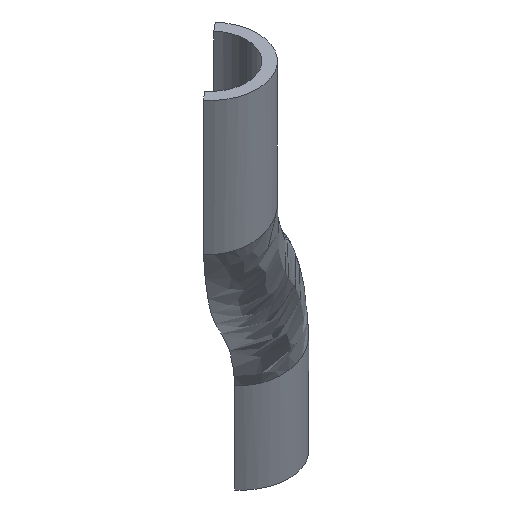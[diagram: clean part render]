
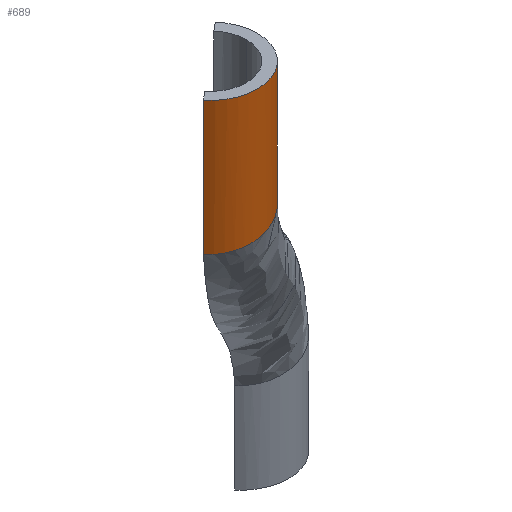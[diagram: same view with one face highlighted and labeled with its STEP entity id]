
A CAD part, isometric view. The second image highlights one B-rep face of the part: STEP entity #689.
In plain terms, the highlighted cylindrical face has radius 9.881 mm (diameter 19.761 mm), a partial arc.
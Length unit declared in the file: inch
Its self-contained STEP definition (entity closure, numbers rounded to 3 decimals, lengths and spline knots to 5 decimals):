
#65 = CARTESIAN_POINT ( 'NONE',  ( -1.1832, -1.37284, 2.42304 ) ) ;
#103 = CARTESIAN_POINT ( 'NONE',  ( -1.85805, -1.57579, 2.28932 ) ) ;
#122 = CARTESIAN_POINT ( 'NONE',  ( -1.27029, -1.0659, 3.368 ) ) ;
#163 = DIRECTION ( 'NONE',  ( 0., 0., -1. ) ) ;
#216 = CARTESIAN_POINT ( 'NONE',  ( -1.17928, -1.33014, 2.42993 ) ) ;
#235 = CARTESIAN_POINT ( 'NONE',  ( -1.22792, -1.50643, 2.3967 ) ) ;
#281 = FACE_OUTER_BOUND ( 'NONE', #666, .T. ) ;
#283 = CARTESIAN_POINT ( 'NONE',  ( -1.7354, -1.66745, 2.29641 ) ) ;
#306 = CARTESIAN_POINT ( 'NONE',  ( -1.82111, -1.61185, 2.29035 ) ) ;
#324 = B_SPLINE_CURVE_WITH_KNOTS ( 'NONE', 3,
 ( #923, #2111, #1424, #563, #1097, #728, #1436, #1273, #1068, #1633, #1242, #1108, #2122, #1613 ),
 .UNSPECIFIED., .F., .F.,
 ( 4, 2, 2, 2, 2, 2, 4 ),
 ( 0.0156, 0.01646, 0.01732, 0.01904, 0.0199, 0.02076, 0.02249 ),
 .UNSPECIFIED. ) ;
#329 = CARTESIAN_POINT ( 'NONE',  ( -1.27735, -1.57455, 2.37957 ) ) ;
#330 = ORIENTED_EDGE ( 'NONE', *, *, #1455, .T. ) ;
#395 = CARTESIAN_POINT ( 'NONE',  ( -1.19474, -1.42813, 2.41314 ) ) ;
#455 = CARTESIAN_POINT ( 'NONE',  ( -1.34332, -1.63336, 2.36159 ) ) ;
#477 = CARTESIAN_POINT ( 'NONE',  ( -1.86627, -1.56599, 2.28932 ) ) ;
#490 = CARTESIAN_POINT ( 'NONE',  ( -1.86627, -1.56599, 3.368 ) ) ;
#502 = CARTESIAN_POINT ( 'NONE',  ( -1.36982, -1.65075, 2.35522 ) ) ;
#512 = CARTESIAN_POINT ( 'NONE',  ( -1.24254, -1.53042, 2.39105 ) ) ;
#555 = CARTESIAN_POINT ( 'NONE',  ( -1.18006, -1.34443, 2.4277 ) ) ;
#563 = CARTESIAN_POINT ( 'NONE',  ( -1.24306, -1.1022, 2.45267 ) ) ;
#567 = CARTESIAN_POINT ( 'NONE',  ( -1.31287, -1.60943, 2.36942 ) ) ;
#584 = EDGE_CURVE ( 'NONE', #1397, #1042, #1496, .T. ) ;
#637 = DIRECTION ( 'NONE',  ( -1., 0., 0. ) ) ;
#651 = CARTESIAN_POINT ( 'NONE',  ( -1.65092, -1.69691, 2.30566 ) ) ;
#666 = EDGE_LOOP ( 'NONE', ( #2222, #1509, #330, #733, #754, #1216 ) ) ;
#677 = CARTESIAN_POINT ( 'NONE',  ( -1.46216, -1.6904, 2.33576 ) ) ;
#689 = ADVANCED_FACE ( 'NONE', ( #281 ), #1673, .T. ) ;
#728 = CARTESIAN_POINT ( 'NONE',  ( -1.21982, -1.14153, 2.45089 ) ) ;
#733 = ORIENTED_EDGE ( 'NONE', *, *, #1561, .F. ) ;
#737 = VECTOR ( 'NONE', #1719, 39.37008 ) ;
#754 = ORIENTED_EDGE ( 'NONE', *, *, #2119, .F. ) ;
#756 = VERTEX_POINT ( 'NONE', #477 ) ;
#763 = CARTESIAN_POINT ( 'NONE',  ( -1.86627, -1.56599, 3.368 ) ) ;
#827 = CARTESIAN_POINT ( 'NONE',  ( -1.72361, -1.67282, 2.29754 ) ) ;
#852 = CARTESIAN_POINT ( 'NONE',  ( -1.84933, -1.5852, 2.28945 ) ) ;
#864 = CARTESIAN_POINT ( 'NONE',  ( -1.26817, -1.56384, 2.38246 ) ) ;
#875 = VERTEX_POINT ( 'NONE', #1990 ) ;
#915 = CARTESIAN_POINT ( 'NONE',  ( -1.27029, -1.0659, 2.45326 ) ) ;
#923 = CARTESIAN_POINT ( 'NONE',  ( -1.27029, -1.0659, 2.45326 ) ) ;
#984 = CARTESIAN_POINT ( 'NONE',  ( -1.68761, -1.68641, 2.30135 ) ) ;
#994 = VECTOR ( 'NONE', #1142, 39.37008 ) ;
#998 = CARTESIAN_POINT ( 'NONE',  ( -1.79099, -1.63591, 2.29189 ) ) ;
#1024 = EDGE_CURVE ( 'NONE', #1584, #1042, #1345, .T. ) ;
#1026 = CARTESIAN_POINT ( 'NONE',  ( -1.27029, -1.0659, 3.368 ) ) ;
#1029 = DIRECTION ( 'NONE',  ( 0., 0., 1. ) ) ;
#1042 = VERTEX_POINT ( 'NONE', #122 ) ;
#1068 = CARTESIAN_POINT ( 'NONE',  ( -1.19537, -1.20465, 2.44574 ) ) ;
#1097 = CARTESIAN_POINT ( 'NONE',  ( -1.23689, -1.11191, 2.45231 ) ) ;
#1099 = AXIS2_PLACEMENT_3D ( 'NONE', #1182, #163, #637 ) ;
#1108 = CARTESIAN_POINT ( 'NONE',  ( -1.18121, -1.27116, 2.43829 ) ) ;
#1142 = DIRECTION ( 'NONE',  ( 0., 0., 1. ) ) ;
#1148 = CARTESIAN_POINT ( 'NONE',  ( -1.32806, -1.62197, 2.36543 ) ) ;
#1173 = CARTESIAN_POINT ( 'NONE',  ( -1.57476, -1.70573, 2.31632 ) ) ;
#1182 = CARTESIAN_POINT ( 'NONE',  ( -1.56828, -1.31594, 3.368 ) ) ;
#1184 = CARTESIAN_POINT ( 'NONE',  ( -1.86627, -1.56599, 2.28932 ) ) ;
#1206 = CARTESIAN_POINT ( 'NONE',  ( -1.31824, -1.61393, 2.368 ) ) ;
#1216 = ORIENTED_EDGE ( 'NONE', *, *, #1024, .T. ) ;
#1242 = CARTESIAN_POINT ( 'NONE',  ( -1.18705, -1.23777, 2.44224 ) ) ;
#1273 = CARTESIAN_POINT ( 'NONE',  ( -1.19876, -1.19386, 2.44676 ) ) ;
#1314 = CARTESIAN_POINT ( 'NONE',  ( -1.49933, -1.69899, 2.32888 ) ) ;
#1340 = CARTESIAN_POINT ( 'NONE',  ( -1.83087, -1.60323, 2.28996 ) ) ;
#1345 = LINE ( 'NONE', #1026, #994 ) ;
#1352 = CARTESIAN_POINT ( 'NONE',  ( -1.47454, -1.69369, 2.33341 ) ) ;
#1365 = CARTESIAN_POINT ( 'NONE',  ( -1.40289, -1.66893, 2.34773 ) ) ;
#1385 = CARTESIAN_POINT ( 'NONE',  ( -1.30749, -1.60466, 2.37088 ) ) ;
#1397 = VERTEX_POINT ( 'NONE', #490 ) ;
#1424 = CARTESIAN_POINT ( 'NONE',  ( -1.25612, -1.08355, 2.45315 ) ) ;
#1427 = CARTESIAN_POINT ( 'NONE',  ( -1.18553, -1.38682, 2.42062 ) ) ;
#1436 = CARTESIAN_POINT ( 'NONE',  ( -1.21031, -1.16203, 2.4495 ) ) ;
#1439 = CARTESIAN_POINT ( 'NONE',  ( -1.20384, -1.45491, 2.40783 ) ) ;
#1455 = EDGE_CURVE ( 'NONE', #756, #1564, #1544, .T. ) ;
#1496 = CIRCLE ( 'NONE', #1964, 0.389 ) ;
#1502 = CARTESIAN_POINT ( 'NONE',  ( -1.32304, -1.61796, 2.36673 ) ) ;
#1509 = ORIENTED_EDGE ( 'NONE', *, *, #1765, .T. ) ;
#1541 = CARTESIAN_POINT ( 'NONE',  ( -1.76956, -1.64981, 2.29341 ) ) ;
#1544 = B_SPLINE_CURVE_WITH_KNOTS ( 'NONE', 3,
 ( #1184, #103, #852, #1340, #306, #998, #1541, #283, #827, #2221, #984, #651, #2033, #1173, #1697, #2210, #1314, #1352, #677, #2175, #1365, #502, #2009, #455, #1828, #1148, #1502, #2187 ),
 .UNSPECIFIED., .F., .F.,
 ( 4, 2, 2, 2, 2, 2, 2, 2, 2, 2, 2, 2, 2, 4 ),
 ( 0.01557, 0.01655, 0.01752, 0.01947, 0.02045, 0.02142, 0.02337, 0.02532, 0.02629, 0.02727, 0.02921, 0.03019, 0.03068, 0.03116 ),
 .UNSPECIFIED. ) ;
#1552 = LINE ( 'NONE', #763, #737 ) ;
#1561 = EDGE_CURVE ( 'NONE', #875, #1564, #1728, .T. ) ;
#1564 = VERTEX_POINT ( 'NONE', #2076 ) ;
#1584 = VERTEX_POINT ( 'NONE', #915 ) ;
#1605 = CARTESIAN_POINT ( 'NONE',  ( -1.29712, -1.59495, 2.37377 ) ) ;
#1613 = CARTESIAN_POINT ( 'NONE',  ( -1.17928, -1.31594, 2.43201 ) ) ;
#1633 = CARTESIAN_POINT ( 'NONE',  ( -1.18951, -1.22661, 2.44348 ) ) ;
#1673 = CYLINDRICAL_SURFACE ( 'NONE', #1099, 0.389 ) ;
#1697 = CARTESIAN_POINT ( 'NONE',  ( -1.54939, -1.7053, 2.32031 ) ) ;
#1716 = DIRECTION ( 'NONE',  ( 1., 0., 0. ) ) ;
#1719 = DIRECTION ( 'NONE',  ( 0., 0., -1. ) ) ;
#1728 = B_SPLINE_CURVE_WITH_KNOTS ( 'NONE', 3,
 ( #1935, #216, #555, #65, #1427, #395, #1439, #235, #512, #864, #329, #2125, #1605, #1385, #567, #1206 ),
 .UNSPECIFIED., .F., .F.,
 ( 4, 2, 2, 2, 2, 2, 2, 4 ),
 ( 0.02249, 0.02358, 0.02467, 0.02685, 0.02903, 0.03012, 0.03066, 0.03121 ),
 .UNSPECIFIED. ) ;
#1765 = EDGE_CURVE ( 'NONE', #1397, #756, #1552, .T. ) ;
#1828 = CARTESIAN_POINT ( 'NONE',  ( -1.33817, -1.62965, 2.36287 ) ) ;
#1884 = CARTESIAN_POINT ( 'NONE',  ( -1.56828, -1.31594, 3.368 ) ) ;
#1935 = CARTESIAN_POINT ( 'NONE',  ( -1.17928, -1.31594, 2.43201 ) ) ;
#1964 = AXIS2_PLACEMENT_3D ( 'NONE', #1884, #1029, #1716 ) ;
#1990 = CARTESIAN_POINT ( 'NONE',  ( -1.17928, -1.31594, 2.43201 ) ) ;
#2009 = CARTESIAN_POINT ( 'NONE',  ( -1.35906, -1.64413, 2.35775 ) ) ;
#2033 = CARTESIAN_POINT ( 'NONE',  ( -1.62591, -1.70151, 2.30894 ) ) ;
#2076 = CARTESIAN_POINT ( 'NONE',  ( -1.31824, -1.61393, 2.368 ) ) ;
#2111 = CARTESIAN_POINT ( 'NONE',  ( -1.26302, -1.07456, 2.45326 ) ) ;
#2119 = EDGE_CURVE ( 'NONE', #1584, #875, #324, .T. ) ;
#2122 = CARTESIAN_POINT ( 'NONE',  ( -1.17928, -1.29351, 2.43531 ) ) ;
#2125 = CARTESIAN_POINT ( 'NONE',  ( -1.29207, -1.58995, 2.37522 ) ) ;
#2175 = CARTESIAN_POINT ( 'NONE',  ( -1.42596, -1.67886, 2.34287 ) ) ;
#2187 = CARTESIAN_POINT ( 'NONE',  ( -1.31824, -1.61393, 2.368 ) ) ;
#2210 = CARTESIAN_POINT ( 'NONE',  ( -1.51179, -1.70103, 2.32669 ) ) ;
#2221 = CARTESIAN_POINT ( 'NONE',  ( -1.69971, -1.68229, 2.30001 ) ) ;
#2222 = ORIENTED_EDGE ( 'NONE', *, *, #584, .F. ) ;
